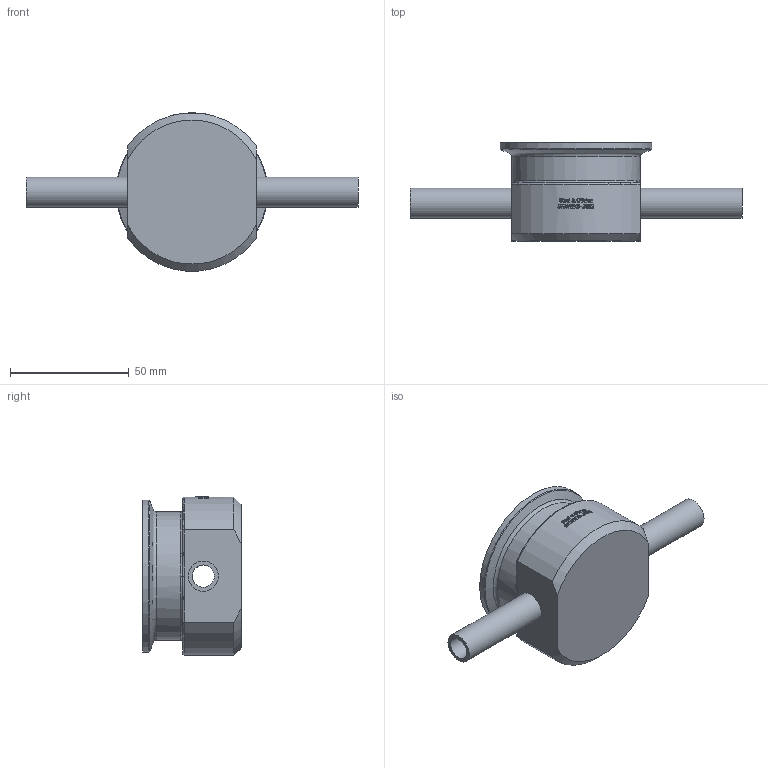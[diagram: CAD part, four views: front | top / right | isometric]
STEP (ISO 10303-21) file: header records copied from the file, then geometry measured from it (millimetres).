
FILE_DESCRIPTION(/* description */ (''),/* implementation_level */ '2;1');
FILE_NAME(/* name */ 'S7IWWKS-.50X2.stp',/* time_stamp */ '2018-11-30T09:34:21-05:00',/* author */ ('ken'),/* organization */ (''),/* preprocessor_version */ 'ST-DEVELOPER v15.2',/* originating_system */ 'Autodesk Inventor 2014',/* authorisation */ '');
FILE_SCHEMA (('AUTOMOTIVE_DESIGN { 1 0 10303 214 3 1 1 }'));
Length unit declared in the file: inch
Products named in the file (1): S7IWWKS-.50X2
Bounding box: 139.7 x 41.27 x 66.55 mm (x, y, z)
Volume: 82142.5 mm3; surface area: 25249.8 mm2
Topology: 1 solids, 1 shells, 454 faces, 1221 edges, 807 vertices
Faces by surface type: bspline 203, plane 187, cylinder 48, torus 10, cone 6
Full cylindrical faces by diameter (mm): 9.398 x1, 12.7 x2, 47.498 x1, 54.102 x1, 63.881 x1
Entity records: 19111 total; most frequent: CARTESIAN_POINT 8912, ORIENTED_EDGE 2396, DIRECTION 1573, EDGE_CURVE 1198, VERTEX_POINT 801, AXIS2_PLACEMENT_3D 534, EDGE_LOOP 513, LINE 505
